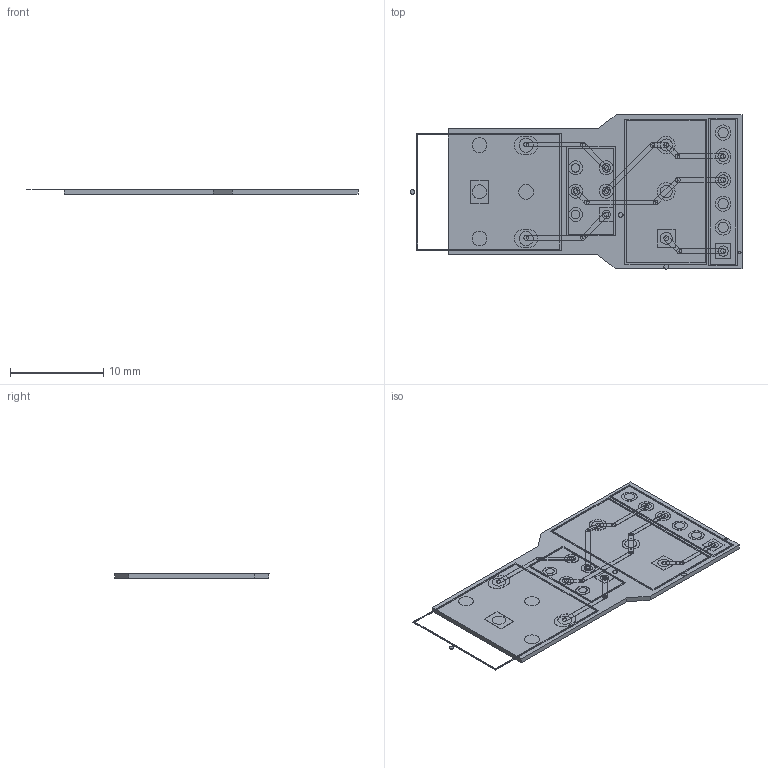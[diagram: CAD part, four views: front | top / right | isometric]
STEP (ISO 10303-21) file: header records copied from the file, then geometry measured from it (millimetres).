
FILE_DESCRIPTION( ( '' ), ' ' );
FILE_NAME( '5979fee5735fe50c3bc1ea1c.step', '2017-07-27T14:55:34', ( '' ), ( '' ), ' ', ' ', ' ' );
FILE_SCHEMA( ( 'AUTOMOTIVE_DESIGN { 1 0 10303 214 1 1 1 1 }' ) );
Length unit declared in the file: metre
Products named in the file (148): Assem1; Open CASCADE STEP translator 6.8 1; Open CASCADE STEP translator 6.8 2; Open CASCADE STEP translator 6.8 3; Open CASCADE STEP translator 6.8 4; Open CASCADE STEP translator 6.8 5; Open CASCADE STEP translator 6.8 6; Open CASCADE STEP translator 6.8 7; Open CASCADE STEP translator 6.8 8; Open CASCADE STEP translator 6.8 9; Open CASCADE STEP translator 6.8 10; Open CASCADE STEP translator 6.8 11; Open CASCADE STEP translator 6.8 12; Open CASCADE STEP translator 6.8 13; Open CASCADE STEP translator 6.8 14; Open CASCADE STEP translator 6.8 15; Open CASCADE STEP translator 6.8 16; Open CASCADE STEP translator 6.8 17; Open CASCADE STEP translator 6.8 18; Open CASCADE STEP translator 6.8 19; Open CASCADE STEP translator 6.8 20; Open CASCADE STEP translator 6.8 21; Open CASCADE STEP translator 6.8 22; Open CASCADE STEP translator 6.8 23; Open CASCADE STEP translator 6.8 24; Open CASCADE STEP translator 6.8 25; Open CASCADE STEP translator 6.8 26; Open CASCADE STEP translator 6.8 27; Open CASCADE STEP translator 6.8 28; Open CASCADE STEP translator 6.8 29; Open CASCADE STEP translator 6.8 30; Open CASCADE STEP translator 6.8 31; Open CASCADE STEP translator 6.8 32; Open CASCADE STEP translator 6.8 33; Open CASCADE STEP translator 6.8 34; Open CASCADE STEP translator 6.8 35; Open CASCADE STEP translator 6.8 36; Open CASCADE STEP translator 6.8 37; Open CASCADE STEP translator 6.8 38; Open CASCADE STEP translator 6.8 39 ...
Assembly tree (147 placements, depth 2):
  Assem1
    Open CASCADE STEP translator 6.8 1
    Open CASCADE STEP translator 6.8 2
    Open CASCADE STEP translator 6.8 3
    Open CASCADE STEP translator 6.8 4
    Open CASCADE STEP translator 6.8 5
    Open CASCADE STEP translator 6.8 6
    Open CASCADE STEP translator 6.8 7
    Open CASCADE STEP translator 6.8 8
    Open CASCADE STEP translator 6.8 9
    Open CASCADE STEP translator 6.8 10
    Open CASCADE STEP translator 6.8 11
    Open CASCADE STEP translator 6.8 12
    Open CASCADE STEP translator 6.8 13
    Open CASCADE STEP translator 6.8 14
    Open CASCADE STEP translator 6.8 15
    Open CASCADE STEP translator 6.8 16
    Open CASCADE STEP translator 6.8 17
    Open CASCADE STEP translator 6.8 18
    Open CASCADE STEP translator 6.8 19
    Open CASCADE STEP translator 6.8 20
    Open CASCADE STEP translator 6.8 21
    Open CASCADE STEP translator 6.8 22
    Open CASCADE STEP translator 6.8 23
    Open CASCADE STEP translator 6.8 24
    Open CASCADE STEP translator 6.8 25
    Open CASCADE STEP translator 6.8 26
    Open CASCADE STEP translator 6.8 27
    Open CASCADE STEP translator 6.8 28
    Open CASCADE STEP translator 6.8 29
    Open CASCADE STEP translator 6.8 30
    Open CASCADE STEP translator 6.8 31
    Open CASCADE STEP translator 6.8 32
    Open CASCADE STEP translator 6.8 33
    Open CASCADE STEP translator 6.8 34
    Open CASCADE STEP translator 6.8 35
    Open CASCADE STEP translator 6.8 36
    Open CASCADE STEP translator 6.8 37
    Open CASCADE STEP translator 6.8 38
    Open CASCADE STEP translator 6.8 39
    Open CASCADE STEP translator 6.8 40
    Open CASCADE STEP translator 6.8 41
    Open CASCADE STEP translator 6.8 42
    Open CASCADE STEP translator 6.8 43
    Open CASCADE STEP translator 6.8 44
    Open CASCADE STEP translator 6.8 45
    Open CASCADE STEP translator 6.8 46
    Open CASCADE STEP translator 6.8 47
    Open CASCADE STEP translator 6.8 48
    Open CASCADE STEP translator 6.8 49
    Open CASCADE STEP translator 6.8 50
    Open CASCADE STEP translator 6.8 51
    Open CASCADE STEP translator 6.8 52
    Open CASCADE STEP translator 6.8 53
    Open CASCADE STEP translator 6.8 54
    Open CASCADE STEP translator 6.8 55
    Open CASCADE STEP translator 6.8 56
    Open CASCADE STEP translator 6.8 57
    Open CASCADE STEP translator 6.8 58
    Open CASCADE STEP translator 6.8 59
Bounding box: 35.6 x 16.52 x 0.6 mm (x, y, z)
Volume: 259.3 mm3; surface area: 1475 mm2
Topology: 147 solids, 147 shells, 593 faces, 897 edges, 598 vertices
Faces by surface type: plane 482, cylinder 111
Full cylindrical faces by diameter (mm): 0.25 x1, 0.5 x3, 0.508 x54, 0.9 x6, 1.1 x6, 1.3 x3, 1.5 x13, 1.6 x3, 1.65 x10, 1.9 x4
Entity records: 23622 total; most frequent: DIRECTION 2498, CARTESIAN_POINT 2133, ORIENTED_EDGE 1588, STYLED_ITEM 1387, PRESENTATION_STYLE_ASSIGNMENT 1387, COLOUR_RGB 1387, AXIS2_PLACEMENT_3D 963, EDGE_CURVE 794
